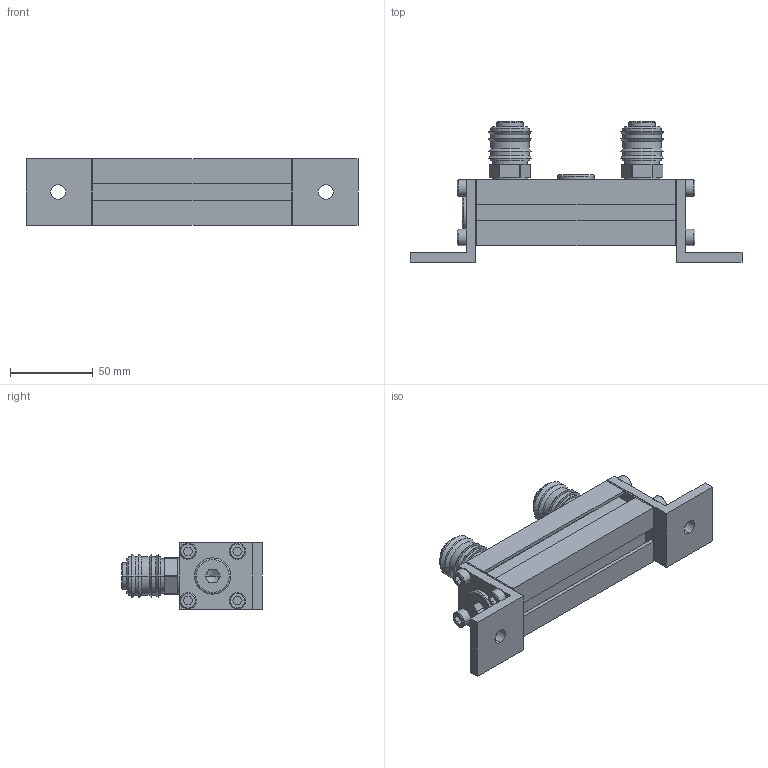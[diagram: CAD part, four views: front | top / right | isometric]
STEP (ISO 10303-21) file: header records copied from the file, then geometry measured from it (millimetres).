
FILE_DESCRIPTION(('Creo Elements/Direct Modeling STEP Export'),'2;1');
FILE_NAME('PX186796_0.stp','2022-12-12T13:45:26',(''),(''),'PTC Creo Elements/Direct Modeling STEP processor for AP214 (Solid Model)','PTC Creo Elements/Direct Modeling 19.0C 15-Aug-2015 (C) Parametric Technology GmbH','');
FILE_SCHEMA(('AUTOMOTIVE_DESIGN { 1 0 10303 214 1 1 1 1 }'));
Length unit declared in the file: millimetre
Products named in the file (8): Pneumatikprofil-MMS-44_40x40mm-1seitig-Vollkern-120mm_96.1901_PX186795; Abschlußwinkel-MMS-44_G38_44.0400_PX175596.02; Dichtung-30x30-2_40x40x1_44.0365_PX175564.02; Dichtring_38_44.0365.2_PX175807.02; Schnellverschlusskupplung_38_44.0366_PX175622; Blindstopfen_38_44.0366.3_PX175623; Zylinderschraube-DIN912_M6x30-8.8-verz_10404_PX175548.02.02.02; Luftverteiler_40x40-2-fach-122-lang_110.0053.2_PX186796
Assembly tree (19 placements, depth 2):
  Luftverteiler_40x40-2-fach-122-lang_110.0053.2_PX186796
    Zylinderschraube-DIN912_M6x30-8.8-verz_10404_PX175548.02.02.02  x8
    Schnellverschlusskupplung_38_44.0366_PX175622  x2
    Dichtring_38_44.0365.2_PX175807.02  x2
    Blindstopfen_38_44.0366.3_PX175623  x2
    Dichtung-30x30-2_40x40x1_44.0365_PX175564.02  x2
    Abschlußwinkel-MMS-44_G38_44.0400_PX175596.02  x2
    Pneumatikprofil-MMS-44_40x40mm-1seitig-Vollkern-120mm_96.1901_PX186795
Bounding box: 201 x 85 x 40 mm (x, y, z)
Volume: 154693.3 mm3; surface area: 94802.2 mm2
Topology: 19 solids, 19 shells, 460 faces, 1114 edges, 722 vertices
Faces by surface type: plane 204, cylinder 166, cone 86, torus 4
Entity records: 6530 total; most frequent: CARTESIAN_POINT 1304, ORIENTED_EDGE 1028, DIRECTION 974, EDGE_CURVE 514, AXIS2_PLACEMENT_3D 338, VERTEX_POINT 338, VECTOR 298, LINE 298
